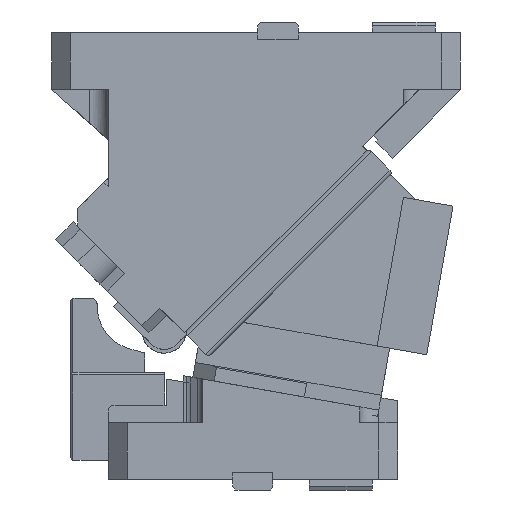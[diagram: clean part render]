
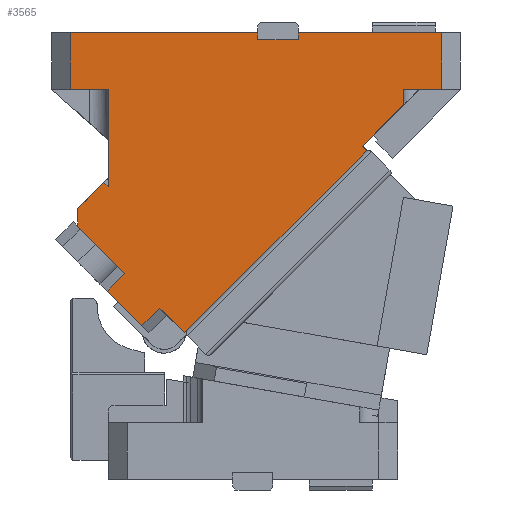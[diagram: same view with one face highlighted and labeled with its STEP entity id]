
A CAD part, front view. The second image highlights one B-rep face of the part: STEP entity #3565.
In plain terms, the highlighted planar face has unit normal (0, -1, 0).
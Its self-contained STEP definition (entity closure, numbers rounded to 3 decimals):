
#1111=CARTESIAN_POINT('Vertex',(-30.,-60.,355.)) ;
#1114=CARTESIAN_POINT('Line Origine',(44.5,-60.,355.)) ;
#1118=CARTESIAN_POINT('Vertex',(119.,-60.,355.)) ;
#1174=CARTESIAN_POINT('Vertex',(151.,-60.,355.)) ;
#1177=CARTESIAN_POINT('Line Origine',(208.,-60.,355.)) ;
#1181=CARTESIAN_POINT('Vertex',(265.,-60.,355.)) ;
#1797=CARTESIAN_POINT('Line Origine',(265.,-60.,332.5)) ;
#1801=CARTESIAN_POINT('Vertex',(265.,-60.,310.)) ;
#1821=CARTESIAN_POINT('Line Origine',(250.,-60.,310.)) ;
#1825=CARTESIAN_POINT('Vertex',(235.,-60.,310.)) ;
#2243=CARTESIAN_POINT('Vertex',(-24.181,-60.,215.345)) ;
#2246=CARTESIAN_POINT('Line Origine',(-13.858,-60.,225.668)) ;
#2250=CARTESIAN_POINT('Vertex',(-3.536,-60.,235.991)) ;
#2876=CARTESIAN_POINT('Vertex',(26.73,-60.,122.007)) ;
#2879=CARTESIAN_POINT('Line Origine',(12.942,-60.,135.795)) ;
#2883=CARTESIAN_POINT('Vertex',(-0.847,-60.,149.584)) ;
#3089=CARTESIAN_POINT('Vertex',(-24.181,-60.,201.203)) ;
#3092=CARTESIAN_POINT('Line Origine',(-24.181,-60.,208.274)) ;
#3407=CARTESIAN_POINT('Vertex',(-30.,-60.,310.)) ;
#3410=CARTESIAN_POINT('Line Origine',(-30.,-60.,332.5)) ;
#3422=CARTESIAN_POINT('Axis2P3D Location',(172.019,-60.,246.214)) ;
#3427=CARTESIAN_POINT('Line Origine',(-8.271,-60.,185.293)) ;
#3431=CARTESIAN_POINT('Vertex',(7.638,-60.,169.383)) ;
#3434=CARTESIAN_POINT('Line Origine',(10.467,-60.,166.555)) ;
#3438=CARTESIAN_POINT('Vertex',(13.295,-60.,163.726)) ;
#3441=CARTESIAN_POINT('Line Origine',(6.224,-60.,156.655)) ;
#3446=CARTESIAN_POINT('Line Origine',(33.801,-60.,129.078)) ;
#3450=CARTESIAN_POINT('Vertex',(40.873,-60.,136.149)) ;
#3453=CARTESIAN_POINT('Line Origine',(41.933,-60.,135.088)) ;
#3457=CARTESIAN_POINT('Vertex',(42.994,-60.,134.028)) ;
#3460=CARTESIAN_POINT('Line Origine',(51.833,-60.,125.189)) ;
#3464=CARTESIAN_POINT('Vertex',(60.671,-60.,116.35)) ;
#3467=CARTESIAN_POINT('Line Origine',(131.382,-60.,187.061)) ;
#3471=CARTESIAN_POINT('Vertex',(202.093,-60.,257.771)) ;
#3474=CARTESIAN_POINT('Line Origine',(203.861,-60.,259.539)) ;
#3478=CARTESIAN_POINT('Vertex',(205.628,-60.,261.307)) ;
#3481=CARTESIAN_POINT('Line Origine',(203.861,-60.,263.075)) ;
#3485=CARTESIAN_POINT('Vertex',(202.093,-60.,264.842)) ;
#3488=CARTESIAN_POINT('Line Origine',(218.546,-60.,281.296)) ;
#3492=CARTESIAN_POINT('Vertex',(235.,-60.,297.75)) ;
#3495=CARTESIAN_POINT('Line Origine',(235.,-60.,303.875)) ;
#3500=CARTESIAN_POINT('Line Origine',(151.,-60.,352.25)) ;
#3504=CARTESIAN_POINT('Vertex',(151.,-60.,349.5)) ;
#3507=CARTESIAN_POINT('Line Origine',(135.,-60.,349.5)) ;
#3511=CARTESIAN_POINT('Vertex',(119.,-60.,349.5)) ;
#3514=CARTESIAN_POINT('Line Origine',(119.,-60.,352.25)) ;
#3519=CARTESIAN_POINT('Line Origine',(-15.,-60.,310.)) ;
#3523=CARTESIAN_POINT('Vertex',(0.,-60.,310.)) ;
#3526=CARTESIAN_POINT('Line Origine',(0.,-60.,271.228)) ;
#3530=CARTESIAN_POINT('Vertex',(0.,-60.,232.455)) ;
#3533=CARTESIAN_POINT('Line Origine',(-1.768,-60.,234.223)) ;
#1115=DIRECTION('Vector Direction',(1.,0.,0.)) ;
#1178=DIRECTION('Vector Direction',(1.,0.,0.)) ;
#1798=DIRECTION('Vector Direction',(0.,0.,1.)) ;
#1822=DIRECTION('Vector Direction',(-1.,0.,0.)) ;
#2247=DIRECTION('Vector Direction',(-0.707,0.,-0.707)) ;
#2880=DIRECTION('Vector Direction',(0.707,0.,-0.707)) ;
#3093=DIRECTION('Vector Direction',(0.,0.,1.)) ;
#3411=DIRECTION('Vector Direction',(0.,0.,-1.)) ;
#3423=DIRECTION('Axis2P3D Direction',(0.,-1.,0.)) ;
#3424=DIRECTION('Axis2P3D XDirection',(1.,0.,0.)) ;
#3428=DIRECTION('Vector Direction',(-0.707,0.,0.707)) ;
#3435=DIRECTION('Vector Direction',(0.707,0.,-0.707)) ;
#3442=DIRECTION('Vector Direction',(-0.707,0.,-0.707)) ;
#3447=DIRECTION('Vector Direction',(0.707,0.,0.707)) ;
#3454=DIRECTION('Vector Direction',(0.707,0.,-0.707)) ;
#3461=DIRECTION('Vector Direction',(-0.707,0.,0.707)) ;
#3468=DIRECTION('Vector Direction',(0.707,0.,0.707)) ;
#3475=DIRECTION('Vector Direction',(-0.707,0.,-0.707)) ;
#3482=DIRECTION('Vector Direction',(-0.707,0.,0.707)) ;
#3489=DIRECTION('Vector Direction',(-0.707,0.,-0.707)) ;
#3496=DIRECTION('Vector Direction',(0.,0.,-1.)) ;
#3501=DIRECTION('Vector Direction',(0.,0.,1.)) ;
#3508=DIRECTION('Vector Direction',(-1.,0.,0.)) ;
#3515=DIRECTION('Vector Direction',(0.,0.,1.)) ;
#3520=DIRECTION('Vector Direction',(-1.,0.,0.)) ;
#3527=DIRECTION('Vector Direction',(0.,0.,-1.)) ;
#3534=DIRECTION('Vector Direction',(-0.707,0.,0.707)) ;
#3425=AXIS2_PLACEMENT_3D('Plane Axis2P3D',#3422,#3423,#3424) ;
#3539=ORIENTED_EDGE('',*,*,#3433,.F.) ;
#3540=ORIENTED_EDGE('',*,*,#3440,.T.) ;
#3541=ORIENTED_EDGE('',*,*,#3445,.F.) ;
#3542=ORIENTED_EDGE('',*,*,#2885,.T.) ;
#3543=ORIENTED_EDGE('',*,*,#3452,.F.) ;
#3544=ORIENTED_EDGE('',*,*,#3459,.T.) ;
#3545=ORIENTED_EDGE('',*,*,#3466,.F.) ;
#3546=ORIENTED_EDGE('',*,*,#3473,.T.) ;
#3547=ORIENTED_EDGE('',*,*,#3480,.F.) ;
#3548=ORIENTED_EDGE('',*,*,#3487,.T.) ;
#3549=ORIENTED_EDGE('',*,*,#3494,.F.) ;
#3550=ORIENTED_EDGE('',*,*,#3499,.F.) ;
#3551=ORIENTED_EDGE('',*,*,#1827,.F.) ;
#3552=ORIENTED_EDGE('',*,*,#1803,.F.) ;
#3553=ORIENTED_EDGE('',*,*,#1183,.F.) ;
#3554=ORIENTED_EDGE('',*,*,#3506,.F.) ;
#3555=ORIENTED_EDGE('',*,*,#3513,.T.) ;
#3556=ORIENTED_EDGE('',*,*,#3518,.T.) ;
#3557=ORIENTED_EDGE('',*,*,#1120,.F.) ;
#3558=ORIENTED_EDGE('',*,*,#3414,.F.) ;
#3559=ORIENTED_EDGE('',*,*,#3525,.F.) ;
#3560=ORIENTED_EDGE('',*,*,#3532,.T.) ;
#3561=ORIENTED_EDGE('',*,*,#3537,.T.) ;
#3562=ORIENTED_EDGE('',*,*,#2252,.T.) ;
#3563=ORIENTED_EDGE('',*,*,#3096,.F.) ;
#1116=VECTOR('Line Direction',#1115,1.) ;
#1179=VECTOR('Line Direction',#1178,1.) ;
#1799=VECTOR('Line Direction',#1798,1.) ;
#1823=VECTOR('Line Direction',#1822,1.) ;
#2248=VECTOR('Line Direction',#2247,1.) ;
#2881=VECTOR('Line Direction',#2880,1.) ;
#3094=VECTOR('Line Direction',#3093,1.) ;
#3412=VECTOR('Line Direction',#3411,1.) ;
#3429=VECTOR('Line Direction',#3428,1.) ;
#3436=VECTOR('Line Direction',#3435,1.) ;
#3443=VECTOR('Line Direction',#3442,1.) ;
#3448=VECTOR('Line Direction',#3447,1.) ;
#3455=VECTOR('Line Direction',#3454,1.) ;
#3462=VECTOR('Line Direction',#3461,1.) ;
#3469=VECTOR('Line Direction',#3468,1.) ;
#3476=VECTOR('Line Direction',#3475,1.) ;
#3483=VECTOR('Line Direction',#3482,1.) ;
#3490=VECTOR('Line Direction',#3489,1.) ;
#3497=VECTOR('Line Direction',#3496,1.) ;
#3502=VECTOR('Line Direction',#3501,1.) ;
#3509=VECTOR('Line Direction',#3508,1.) ;
#3516=VECTOR('Line Direction',#3515,1.) ;
#3521=VECTOR('Line Direction',#3520,1.) ;
#3528=VECTOR('Line Direction',#3527,1.) ;
#3535=VECTOR('Line Direction',#3534,1.) ;
#3565=ADVANCED_FACE('CAM HOLDER',(#3564),#3426,.T.) ;
#1120=EDGE_CURVE('',#1112,#1119,#1117,.T.) ;
#1183=EDGE_CURVE('',#1175,#1182,#1180,.T.) ;
#1803=EDGE_CURVE('',#1182,#1802,#1800,.F.) ;
#1827=EDGE_CURVE('',#1802,#1826,#1824,.T.) ;
#2252=EDGE_CURVE('',#2251,#2244,#2249,.T.) ;
#2885=EDGE_CURVE('',#2884,#2877,#2882,.T.) ;
#3096=EDGE_CURVE('',#3090,#2244,#3095,.T.) ;
#3414=EDGE_CURVE('',#3408,#1112,#3413,.F.) ;
#3433=EDGE_CURVE('',#3432,#3090,#3430,.T.) ;
#3440=EDGE_CURVE('',#3432,#3439,#3437,.T.) ;
#3445=EDGE_CURVE('',#2884,#3439,#3444,.F.) ;
#3452=EDGE_CURVE('',#3451,#2877,#3449,.F.) ;
#3459=EDGE_CURVE('',#3451,#3458,#3456,.T.) ;
#3466=EDGE_CURVE('',#3465,#3458,#3463,.T.) ;
#3473=EDGE_CURVE('',#3465,#3472,#3470,.T.) ;
#3480=EDGE_CURVE('',#3479,#3472,#3477,.T.) ;
#3487=EDGE_CURVE('',#3479,#3486,#3484,.T.) ;
#3494=EDGE_CURVE('',#3493,#3486,#3491,.T.) ;
#3499=EDGE_CURVE('',#1826,#3493,#3498,.T.) ;
#3506=EDGE_CURVE('',#3505,#1175,#3503,.T.) ;
#3513=EDGE_CURVE('',#3505,#3512,#3510,.T.) ;
#3518=EDGE_CURVE('',#3512,#1119,#3517,.T.) ;
#3525=EDGE_CURVE('',#3524,#3408,#3522,.T.) ;
#3532=EDGE_CURVE('',#3524,#3531,#3529,.T.) ;
#3537=EDGE_CURVE('',#3531,#2251,#3536,.T.) ;
#3538=EDGE_LOOP('',(#3539,#3540,#3541,#3542,#3543,#3544,#3545,#3546,#3547,#3548,#3549,#3550,#3551,#3552,#3553,#3554,#3555,#3556,#3557,#3558,#3559,#3560,#3561,#3562,#3563)) ;
#3564=FACE_OUTER_BOUND('',#3538,.T.) ;
#1117=LINE('Line',#1114,#1116) ;
#1180=LINE('Line',#1177,#1179) ;
#1800=LINE('Line',#1797,#1799) ;
#1824=LINE('Line',#1821,#1823) ;
#2249=LINE('Line',#2246,#2248) ;
#2882=LINE('Line',#2879,#2881) ;
#3095=LINE('Line',#3092,#3094) ;
#3413=LINE('Line',#3410,#3412) ;
#3430=LINE('Line',#3427,#3429) ;
#3437=LINE('Line',#3434,#3436) ;
#3444=LINE('Line',#3441,#3443) ;
#3449=LINE('Line',#3446,#3448) ;
#3456=LINE('Line',#3453,#3455) ;
#3463=LINE('Line',#3460,#3462) ;
#3470=LINE('Line',#3467,#3469) ;
#3477=LINE('Line',#3474,#3476) ;
#3484=LINE('Line',#3481,#3483) ;
#3491=LINE('Line',#3488,#3490) ;
#3498=LINE('Line',#3495,#3497) ;
#3503=LINE('Line',#3500,#3502) ;
#3510=LINE('Line',#3507,#3509) ;
#3517=LINE('Line',#3514,#3516) ;
#3522=LINE('Line',#3519,#3521) ;
#3529=LINE('Line',#3526,#3528) ;
#3536=LINE('Line',#3533,#3535) ;
#3426=PLANE('Plane',#3425) ;
#1112=VERTEX_POINT('',#1111) ;
#1119=VERTEX_POINT('',#1118) ;
#1175=VERTEX_POINT('',#1174) ;
#1182=VERTEX_POINT('',#1181) ;
#1802=VERTEX_POINT('',#1801) ;
#1826=VERTEX_POINT('',#1825) ;
#2244=VERTEX_POINT('',#2243) ;
#2251=VERTEX_POINT('',#2250) ;
#2877=VERTEX_POINT('',#2876) ;
#2884=VERTEX_POINT('',#2883) ;
#3090=VERTEX_POINT('',#3089) ;
#3408=VERTEX_POINT('',#3407) ;
#3432=VERTEX_POINT('',#3431) ;
#3439=VERTEX_POINT('',#3438) ;
#3451=VERTEX_POINT('',#3450) ;
#3458=VERTEX_POINT('',#3457) ;
#3465=VERTEX_POINT('',#3464) ;
#3472=VERTEX_POINT('',#3471) ;
#3479=VERTEX_POINT('',#3478) ;
#3486=VERTEX_POINT('',#3485) ;
#3493=VERTEX_POINT('',#3492) ;
#3505=VERTEX_POINT('',#3504) ;
#3512=VERTEX_POINT('',#3511) ;
#3524=VERTEX_POINT('',#3523) ;
#3531=VERTEX_POINT('',#3530) ;
